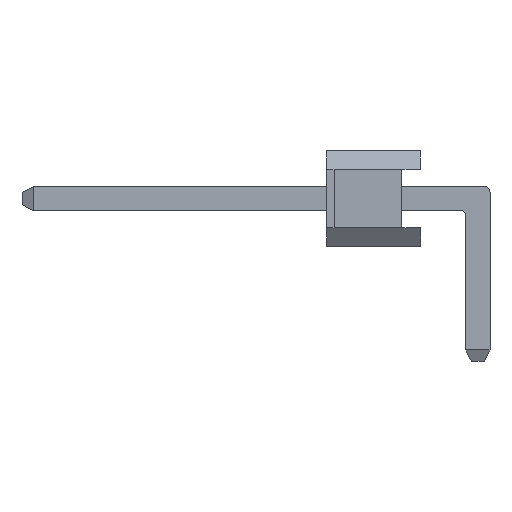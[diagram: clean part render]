
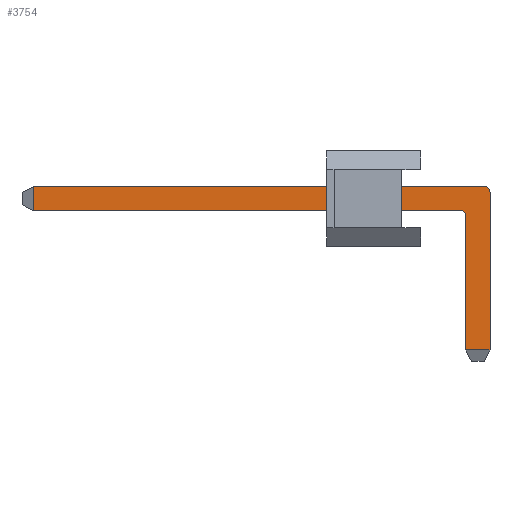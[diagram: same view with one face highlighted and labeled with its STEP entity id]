
A CAD part, left-side view. The second image highlights one B-rep face of the part: STEP entity #3754.
In plain terms, the highlighted planar face has unit normal (-1, 0, 0).
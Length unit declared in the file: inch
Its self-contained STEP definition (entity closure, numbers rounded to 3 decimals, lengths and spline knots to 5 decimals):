
#299 = VERTEX_POINT ( 'NONE', #5768 ) ;
#483 = CIRCLE ( 'NONE', #4098, 0.00591 ) ;
#485 = VECTOR ( 'NONE', #1318, 39.37008 ) ;
#487 = CARTESIAN_POINT ( 'NONE',  ( 0., 0.08279, 0. ) ) ;
#501 = DIRECTION ( 'NONE',  ( 0., -1., 0. ) ) ;
#524 = EDGE_LOOP ( 'NONE', ( #3571, #6144, #5013, #6770, #3276, #2676, #7142, #3820 ) ) ;
#667 = FACE_OUTER_BOUND ( 'NONE', #524, .T. ) ;
#1005 = DIRECTION ( 'NONE',  ( 0., 1., 0. ) ) ;
#1049 = DIRECTION ( 'NONE',  ( 0., -1., 0. ) ) ;
#1318 = DIRECTION ( 'NONE',  ( 0., -1., 0. ) ) ;
#1324 = LINE ( 'NONE', #1846, #4118 ) ;
#1535 = LINE ( 'NONE', #4828, #4498 ) ;
#1587 = VECTOR ( 'NONE', #1049, 39.37008 ) ;
#1659 = DIRECTION ( 'NONE',  ( 1., 0., 0. ) ) ;
#1789 = LINE ( 'NONE', #6982, #5735 ) ;
#1846 = CARTESIAN_POINT ( 'NONE',  ( 0., 0.0252, -0.06614 ) ) ;
#1908 = VERTEX_POINT ( 'NONE', #3708 ) ;
#1959 = LINE ( 'NONE', #2410, #485 ) ;
#1989 = AXIS2_PLACEMENT_3D ( 'NONE', #4389, #3851, #501 ) ;
#2000 = EDGE_CURVE ( 'NONE', #5878, #5935, #6074, .T. ) ;
#2402 = DIRECTION ( 'NONE',  ( 0., 0., -1. ) ) ;
#2410 = CARTESIAN_POINT ( 'NONE',  ( 0., 0.08279, 0.14567 ) ) ;
#2637 = CARTESIAN_POINT ( 'NONE',  ( 0., 0.00591, 0.16496 ) ) ;
#2663 = CARTESIAN_POINT ( 'NONE',  ( 0., 0.08279, 0.17087 ) ) ;
#2676 = ORIENTED_EDGE ( 'NONE', *, *, #5905, .T. ) ;
#3203 = DIRECTION ( 'NONE',  ( 0., 1., 0. ) ) ;
#3276 = ORIENTED_EDGE ( 'NONE', *, *, #4962, .T. ) ;
#3289 = PLANE ( 'NONE',  #1989 ) ;
#3302 = CARTESIAN_POINT ( 'NONE',  ( 0., 0.47728, 0.17087 ) ) ;
#3350 = CARTESIAN_POINT ( 'NONE',  ( 0., 0.0311, 0.14567 ) ) ;
#3571 = ORIENTED_EDGE ( 'NONE', *, *, #5702, .T. ) ;
#3603 = VECTOR ( 'NONE', #1005, 39.37008 ) ;
#3708 = CARTESIAN_POINT ( 'NONE',  ( 0., 0., 0.16496 ) ) ;
#3715 = CIRCLE ( 'NONE', #6971, 0.00591 ) ;
#3754 = ADVANCED_FACE ( 'NONE', ( #667 ), #3289, .T. ) ;
#3820 = ORIENTED_EDGE ( 'NONE', *, *, #5765, .T. ) ;
#3851 = DIRECTION ( 'NONE',  ( -1., 0., 0. ) ) ;
#3939 = CARTESIAN_POINT ( 'NONE',  ( 0., 0.0252, 0.13976 ) ) ;
#4098 = AXIS2_PLACEMENT_3D ( 'NONE', #5003, #1659, #5576 ) ;
#4118 = VECTOR ( 'NONE', #2402, 39.37008 ) ;
#4218 = EDGE_CURVE ( 'NONE', #5245, #5479, #483, .T. ) ;
#4389 = CARTESIAN_POINT ( 'NONE',  ( 0., 0.08279, -0.06614 ) ) ;
#4434 = CARTESIAN_POINT ( 'NONE',  ( 0., 0.00591, 0.17087 ) ) ;
#4498 = VECTOR ( 'NONE', #5373, 39.37008 ) ;
#4815 = CARTESIAN_POINT ( 'NONE',  ( 0., 0.0252, 0. ) ) ;
#4828 = CARTESIAN_POINT ( 'NONE',  ( 0., 0., -0.06614 ) ) ;
#4962 = EDGE_CURVE ( 'NONE', #5935, #1908, #1535, .T. ) ;
#5003 = CARTESIAN_POINT ( 'NONE',  ( 0., 0.0311, 0.13976 ) ) ;
#5013 = ORIENTED_EDGE ( 'NONE', *, *, #7061, .T. ) ;
#5084 = LINE ( 'NONE', #2663, #3603 ) ;
#5245 = VERTEX_POINT ( 'NONE', #3350 ) ;
#5373 = DIRECTION ( 'NONE',  ( 0., 0., 1. ) ) ;
#5397 = VERTEX_POINT ( 'NONE', #3302 ) ;
#5413 = VERTEX_POINT ( 'NONE', #4434 ) ;
#5461 = CARTESIAN_POINT ( 'NONE',  ( 0., 0., 0. ) ) ;
#5479 = VERTEX_POINT ( 'NONE', #3939 ) ;
#5576 = DIRECTION ( 'NONE',  ( 0., 0., -1. ) ) ;
#5702 = EDGE_CURVE ( 'NONE', #299, #5245, #1959, .T. ) ;
#5735 = VECTOR ( 'NONE', #5855, 39.37008 ) ;
#5765 = EDGE_CURVE ( 'NONE', #5397, #299, #1789, .T. ) ;
#5768 = CARTESIAN_POINT ( 'NONE',  ( 0., 0.47728, 0.14567 ) ) ;
#5855 = DIRECTION ( 'NONE',  ( 0., 0., -1. ) ) ;
#5878 = VERTEX_POINT ( 'NONE', #4815 ) ;
#5905 = EDGE_CURVE ( 'NONE', #1908, #5413, #3715, .T. ) ;
#5935 = VERTEX_POINT ( 'NONE', #5461 ) ;
#6074 = LINE ( 'NONE', #487, #1587 ) ;
#6144 = ORIENTED_EDGE ( 'NONE', *, *, #4218, .T. ) ;
#6597 = DIRECTION ( 'NONE',  ( -1., 0., 0. ) ) ;
#6704 = EDGE_CURVE ( 'NONE', #5413, #5397, #5084, .T. ) ;
#6770 = ORIENTED_EDGE ( 'NONE', *, *, #2000, .T. ) ;
#6971 = AXIS2_PLACEMENT_3D ( 'NONE', #2637, #6597, #3203 ) ;
#6982 = CARTESIAN_POINT ( 'NONE',  ( 0., 0.47728, -0.06614 ) ) ;
#7061 = EDGE_CURVE ( 'NONE', #5479, #5878, #1324, .T. ) ;
#7142 = ORIENTED_EDGE ( 'NONE', *, *, #6704, .T. ) ;
